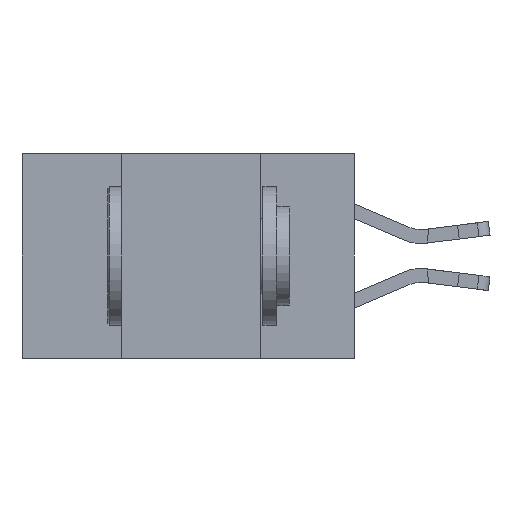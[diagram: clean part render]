
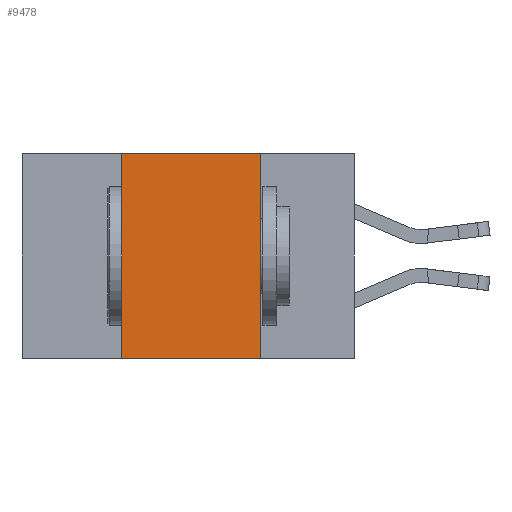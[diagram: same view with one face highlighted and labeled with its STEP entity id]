
A CAD part, left-side view. The second image highlights one B-rep face of the part: STEP entity #9478.
In plain terms, the highlighted planar face has unit normal (-1, 0, 0).
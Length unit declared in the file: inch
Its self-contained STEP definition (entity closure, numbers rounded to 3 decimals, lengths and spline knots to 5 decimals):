
#2191 = CARTESIAN_POINT ( 'NONE',  ( 0., 0.17, -0.37 ) ) ;
#2586 = VECTOR ( 'NONE', #4081, 39.37008 ) ;
#2903 = AXIS2_PLACEMENT_3D ( 'NONE', #5289, #11659, #11737 ) ;
#3695 = EDGE_CURVE ( 'NONE', #9014, #13880, #6188, .T. ) ;
#3767 = LINE ( 'NONE', #6656, #2586 ) ;
#4081 = DIRECTION ( 'NONE',  ( 0., -1., 0. ) ) ;
#4154 = FACE_OUTER_BOUND ( 'NONE', #7626, .T. ) ;
#4656 = VECTOR ( 'NONE', #16556, 39.37008 ) ;
#4727 = DIRECTION ( 'NONE',  ( 0., 0., -1. ) ) ;
#5018 = CARTESIAN_POINT ( 'NONE',  ( 0., 0.17, 0. ) ) ;
#5289 = CARTESIAN_POINT ( 'NONE',  ( 0., 0.6, 0. ) ) ;
#6188 = LINE ( 'NONE', #11355, #4656 ) ;
#6656 = CARTESIAN_POINT ( 'NONE',  ( 0., 0.6, -0.37 ) ) ;
#7295 = CARTESIAN_POINT ( 'NONE',  ( 0., 0.17, -0.37 ) ) ;
#7360 = EDGE_CURVE ( 'NONE', #10784, #14914, #3767, .T. ) ;
#7411 = ORIENTED_EDGE ( 'NONE', *, *, #16837, .F. ) ;
#7569 = CARTESIAN_POINT ( 'NONE',  ( 0., 0.42, -0.37 ) ) ;
#7626 = EDGE_LOOP ( 'NONE', ( #7411, #7695, #14555, #11043 ) ) ;
#7695 = ORIENTED_EDGE ( 'NONE', *, *, #3695, .F. ) ;
#8653 = LINE ( 'NONE', #7569, #9141 ) ;
#9014 = VERTEX_POINT ( 'NONE', #16131 ) ;
#9141 = VECTOR ( 'NONE', #12383, 39.37008 ) ;
#9478 = ADVANCED_FACE ( 'NONE', ( #4154 ), #15581, .F. ) ;
#10784 = VERTEX_POINT ( 'NONE', #15176 ) ;
#11043 = ORIENTED_EDGE ( 'NONE', *, *, #7360, .T. ) ;
#11355 = CARTESIAN_POINT ( 'NONE',  ( 0., 0.6, 0. ) ) ;
#11659 = DIRECTION ( 'NONE',  ( 1., 0., 0. ) ) ;
#11737 = DIRECTION ( 'NONE',  ( 0., 0., -1. ) ) ;
#12142 = VECTOR ( 'NONE', #4727, 39.37008 ) ;
#12383 = DIRECTION ( 'NONE',  ( 0., 0., 1. ) ) ;
#13880 = VERTEX_POINT ( 'NONE', #5018 ) ;
#14555 = ORIENTED_EDGE ( 'NONE', *, *, #16517, .F. ) ;
#14914 = VERTEX_POINT ( 'NONE', #2191 ) ;
#15176 = CARTESIAN_POINT ( 'NONE',  ( 0., 0.42, -0.37 ) ) ;
#15581 = PLANE ( 'NONE',  #2903 ) ;
#16131 = CARTESIAN_POINT ( 'NONE',  ( 0., 0.42, 0. ) ) ;
#16517 = EDGE_CURVE ( 'NONE', #10784, #9014, #8653, .T. ) ;
#16554 = LINE ( 'NONE', #7295, #12142 ) ;
#16556 = DIRECTION ( 'NONE',  ( 0., -1., 0. ) ) ;
#16837 = EDGE_CURVE ( 'NONE', #13880, #14914, #16554, .T. ) ;
